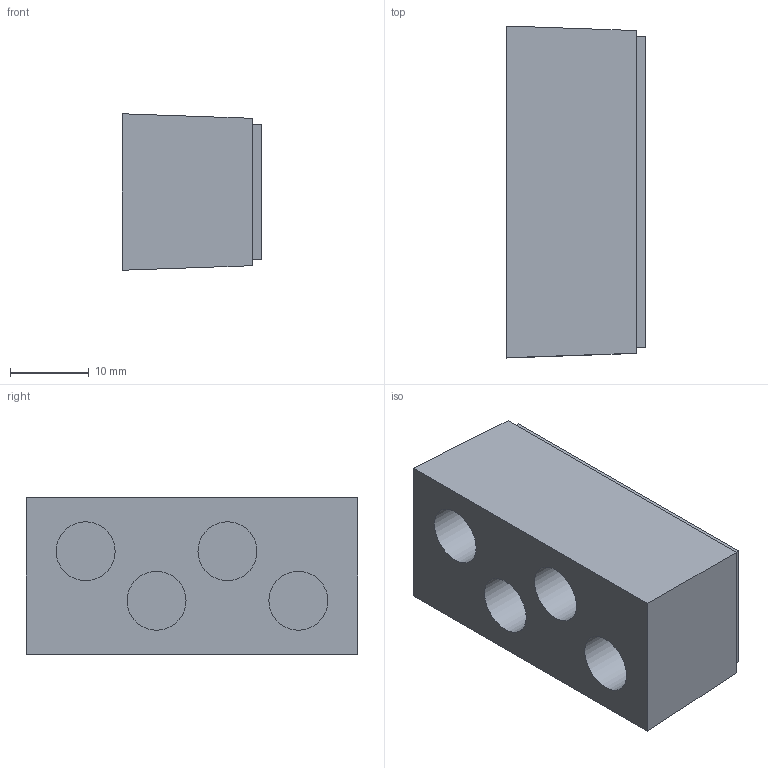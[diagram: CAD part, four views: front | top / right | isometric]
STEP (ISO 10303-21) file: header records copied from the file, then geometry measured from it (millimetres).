
FILE_DESCRIPTION(/* description */ (''),/* implementation_level */ '2;1');
FILE_NAME(/* name */ '28803_6_KDS-DES-4X7_5.stp',/* time_stamp */ '2020-04-16T12:53:38+02:00',/* author */ (''),/* organization */ (''),/* preprocessor_version */ 'ST-DEVELOPER v16.7',/* originating_system */ 'SIEMENS PLM Software NX 12.0',/* authorisation */ '');
FILE_SCHEMA (('AUTOMOTIVE_DESIGN { 1 0 10303 214 3 1 1 1 }'));
Length unit declared in the file: millimetre
Products named in the file (1): 28803_6_KDS-DES-4X7_5
Bounding box: 17.7 x 42.2 x 19.9 mm (x, y, z)
Volume: 11262.9 mm3; surface area: 5405.1 mm2
Topology: 1 solids, 5 shells, 43 faces, 96 edges, 64 vertices
Faces by surface type: plane 19, sphere 12, cylinder 8, torus 4
Full cylindrical faces by diameter (mm): 7.5 x8
Entity records: 970 total; most frequent: DIRECTION 176, CARTESIAN_POINT 148, ORIENTED_EDGE 112, EDGE_LOOP 76, AXIS2_PLACEMENT_3D 76, FACE_BOUND 60, EDGE_CURVE 56, VERTEX_POINT 48
